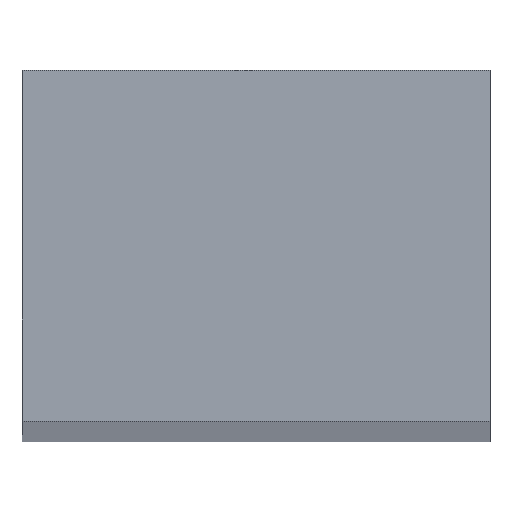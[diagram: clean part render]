
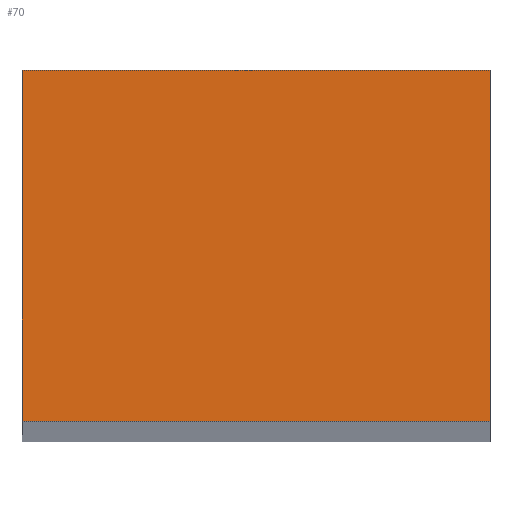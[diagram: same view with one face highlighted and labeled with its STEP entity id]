
A CAD part, top view. The second image highlights one B-rep face of the part: STEP entity #70.
In plain terms, the highlighted planar face has unit normal (0, 0, 1).
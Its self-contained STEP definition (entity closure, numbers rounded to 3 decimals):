
#13 = VECTOR ( 'NONE', #218, 1000. ) ;
#15 = AXIS2_PLACEMENT_3D ( 'NONE', #189, #225, #227 ) ;
#22 = VECTOR ( 'NONE', #104, 1000. ) ;
#28 = FACE_OUTER_BOUND ( 'NONE', #200, .T. ) ;
#31 = VECTOR ( 'NONE', #164, 1000. ) ;
#47 = VECTOR ( 'NONE', #179, 1000. ) ;
#63 = EDGE_CURVE ( 'NONE', #165, #166, #216, .T. ) ;
#70 = ADVANCED_FACE ( 'NONE', ( #28 ), #224, .T. ) ;
#77 = EDGE_CURVE ( 'NONE', #160, #165, #110, .T. ) ;
#79 = EDGE_CURVE ( 'NONE', #163, #160, #197, .T. ) ;
#81 = EDGE_CURVE ( 'NONE', #166, #163, #215, .T. ) ;
#104 = DIRECTION ( 'NONE',  ( 1., 0., 0. ) ) ;
#110 = LINE ( 'NONE', #111, #47 ) ;
#111 = CARTESIAN_POINT ( 'NONE',  ( -20., 15., 500. ) ) ;
#147 = CARTESIAN_POINT ( 'NONE',  ( -20., -15., 500. ) ) ;
#148 = CARTESIAN_POINT ( 'NONE',  ( -20., 15., 500. ) ) ;
#149 = CARTESIAN_POINT ( 'NONE',  ( -20., -15., 500. ) ) ;
#151 = CARTESIAN_POINT ( 'NONE',  ( 20., -15., 500. ) ) ;
#154 = CARTESIAN_POINT ( 'NONE',  ( 20., 15., 500. ) ) ;
#160 = VERTEX_POINT ( 'NONE', #154 ) ;
#163 = VERTEX_POINT ( 'NONE', #151 ) ;
#164 = DIRECTION ( 'NONE',  ( 0., 1., 0. ) ) ;
#165 = VERTEX_POINT ( 'NONE', #148 ) ;
#166 = VERTEX_POINT ( 'NONE', #147 ) ;
#177 = ORIENTED_EDGE ( 'NONE', *, *, #79, .T. ) ;
#178 = ORIENTED_EDGE ( 'NONE', *, *, #81, .T. ) ;
#179 = DIRECTION ( 'NONE',  ( -1., 0., 0. ) ) ;
#180 = ORIENTED_EDGE ( 'NONE', *, *, #63, .T. ) ;
#189 = CARTESIAN_POINT ( 'NONE',  ( 0., 0., 500. ) ) ;
#197 = LINE ( 'NONE', #230, #31 ) ;
#200 = EDGE_LOOP ( 'NONE', ( #180, #178, #177, #213 ) ) ;
#213 = ORIENTED_EDGE ( 'NONE', *, *, #77, .T. ) ;
#215 = LINE ( 'NONE', #149, #22 ) ;
#216 = LINE ( 'NONE', #217, #13 ) ;
#217 = CARTESIAN_POINT ( 'NONE',  ( -20., 15., 500. ) ) ;
#218 = DIRECTION ( 'NONE',  ( 0., -1., 0. ) ) ;
#224 = PLANE ( 'NONE',  #15 ) ;
#225 = DIRECTION ( 'NONE',  ( 0., 0., 1. ) ) ;
#227 = DIRECTION ( 'NONE',  ( 1., 0., 0. ) ) ;
#230 = CARTESIAN_POINT ( 'NONE',  ( 20., 15., 500. ) ) ;
